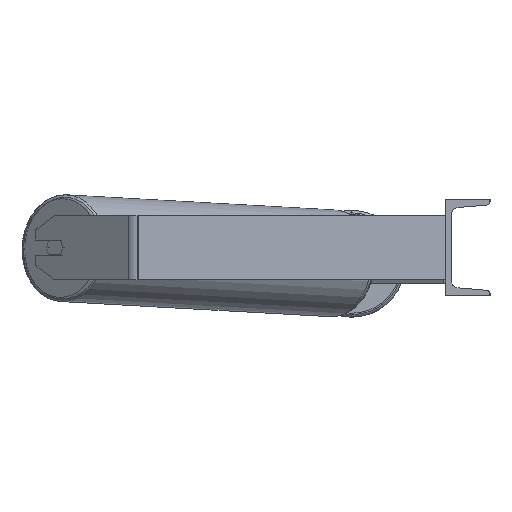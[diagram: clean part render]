
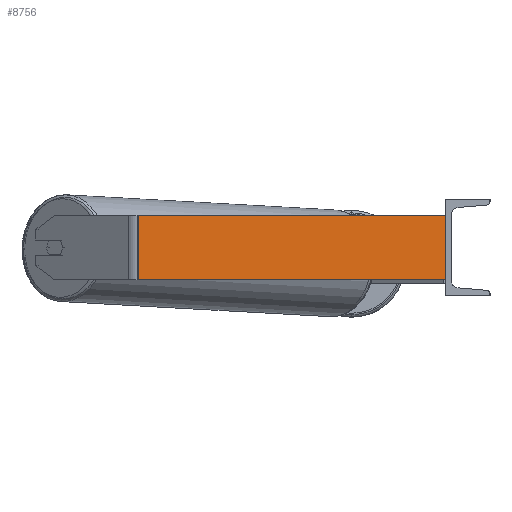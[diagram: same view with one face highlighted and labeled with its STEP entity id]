
A CAD part, left-side view. The second image highlights one B-rep face of the part: STEP entity #8756.
In plain terms, the highlighted planar face has unit normal (-0.996, -0.087, 0).
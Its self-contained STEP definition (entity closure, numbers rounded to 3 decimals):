
#226 = LINE ( 'NONE', #8813, #4505 ) ;
#339 = CARTESIAN_POINT ( 'NONE',  ( -785., 0., -40. ) ) ;
#720 = ORIENTED_EDGE ( 'NONE', *, *, #5771, .F. ) ;
#738 = ORIENTED_EDGE ( 'NONE', *, *, #1208, .T. ) ;
#998 = DIRECTION ( 'NONE',  ( -0.087, 0.996, 0. ) ) ;
#1208 = EDGE_CURVE ( 'NONE', #5380, #1692, #7661, .T. ) ;
#1684 = DIRECTION ( 'NONE',  ( 0.087, -0.996, 0. ) ) ;
#1692 = VERTEX_POINT ( 'NONE', #7107 ) ;
#1798 = VECTOR ( 'NONE', #1684, 1000. ) ;
#2322 = EDGE_CURVE ( 'NONE', #6971, #5080, #226, .T. ) ;
#2521 = VECTOR ( 'NONE', #2769, 1000. ) ;
#2670 = DIRECTION ( 'NONE',  ( 0., 0., -1. ) ) ;
#2769 = DIRECTION ( 'NONE',  ( 0.087, -0.996, 0. ) ) ;
#3159 = CARTESIAN_POINT ( 'NONE',  ( -785., 0., 40. ) ) ;
#4059 = CARTESIAN_POINT ( 'NONE',  ( -818.471, 382.574, 40. ) ) ;
#4505 = VECTOR ( 'NONE', #5321, 1000. ) ;
#5080 = VERTEX_POINT ( 'NONE', #339 ) ;
#5242 = DIRECTION ( 'NONE',  ( 0.996, 0.087, 0. ) ) ;
#5258 = CARTESIAN_POINT ( 'NONE',  ( -818.471, 382.574, 40. ) ) ;
#5321 = DIRECTION ( 'NONE',  ( 0., 0., -1. ) ) ;
#5380 = VERTEX_POINT ( 'NONE', #5258 ) ;
#5663 = AXIS2_PLACEMENT_3D ( 'NONE', #5884, #5242, #998 ) ;
#5771 = EDGE_CURVE ( 'NONE', #5380, #6971, #6273, .T. ) ;
#5884 = CARTESIAN_POINT ( 'NONE',  ( -819.048, 389.176, 40. ) ) ;
#6273 = LINE ( 'NONE', #6851, #2521 ) ;
#6505 = VECTOR ( 'NONE', #2670, 1000. ) ;
#6557 = PLANE ( 'NONE',  #5663 ) ;
#6851 = CARTESIAN_POINT ( 'NONE',  ( -819.048, 389.176, 40. ) ) ;
#6971 = VERTEX_POINT ( 'NONE', #3159 ) ;
#7107 = CARTESIAN_POINT ( 'NONE',  ( -818.471, 382.574, -40. ) ) ;
#7181 = EDGE_LOOP ( 'NONE', ( #7909, #7256, #720, #738 ) ) ;
#7256 = ORIENTED_EDGE ( 'NONE', *, *, #2322, .F. ) ;
#7393 = CARTESIAN_POINT ( 'NONE',  ( -819.048, 389.176, -40. ) ) ;
#7661 = LINE ( 'NONE', #4059, #6505 ) ;
#7909 = ORIENTED_EDGE ( 'NONE', *, *, #9116, .T. ) ;
#7944 = FACE_OUTER_BOUND ( 'NONE', #7181, .T. ) ;
#8756 = ADVANCED_FACE ( 'NONE', ( #7944 ), #6557, .F. ) ;
#8773 = LINE ( 'NONE', #7393, #1798 ) ;
#8813 = CARTESIAN_POINT ( 'NONE',  ( -785., 0., 40. ) ) ;
#9116 = EDGE_CURVE ( 'NONE', #1692, #5080, #8773, .T. ) ;
